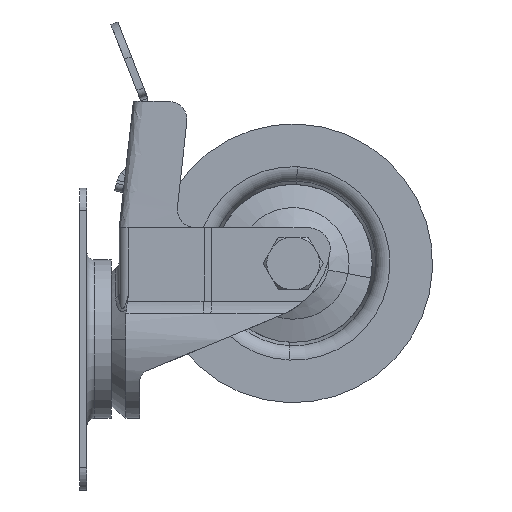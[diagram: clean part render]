
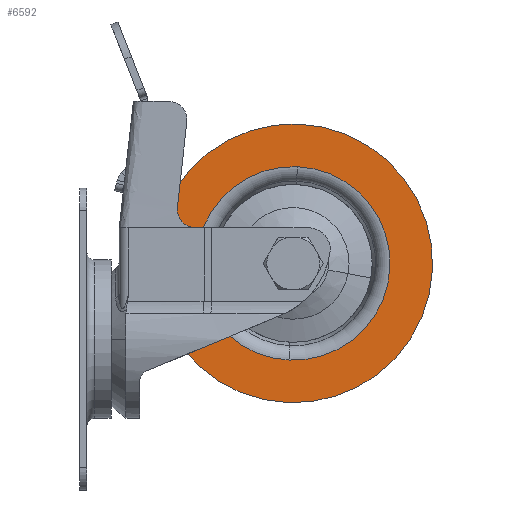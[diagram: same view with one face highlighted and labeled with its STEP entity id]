
A CAD part, left-side view. The second image highlights one B-rep face of the part: STEP entity #6592.
In plain terms, the highlighted face is planar.
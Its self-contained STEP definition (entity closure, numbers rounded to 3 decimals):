
#25 = EDGE_CURVE ( 'NONE', #6945, #6974, #769, .T. ) ;
#80 = CARTESIAN_POINT ( 'NONE',  ( -37.5, 0., 11. ) ) ;
#215 = ORIENTED_EDGE ( 'NONE', *, *, #3282, .T. ) ;
#288 = EDGE_CURVE ( 'NONE', #1408, #970, #3251, .T. ) ;
#584 = DIRECTION ( 'NONE',  ( 1., 0., 0. ) ) ;
#655 = CARTESIAN_POINT ( 'NONE',  ( 0., 0., 11. ) ) ;
#769 = CIRCLE ( 'NONE', #6393, 37.5 ) ;
#970 = VERTEX_POINT ( 'NONE', #5512 ) ;
#1408 = VERTEX_POINT ( 'NONE', #7662 ) ;
#1453 = FACE_BOUND ( 'NONE', #9751, .T. ) ;
#2049 = DIRECTION ( 'NONE',  ( 0., 0., 1. ) ) ;
#2544 = DIRECTION ( 'NONE',  ( 1., 0., 0. ) ) ;
#2897 = PLANE ( 'NONE',  #7459 ) ;
#2948 = FACE_OUTER_BOUND ( 'NONE', #3863, .T. ) ;
#3251 = CIRCLE ( 'NONE', #4238, 26.04 ) ;
#3282 = EDGE_CURVE ( 'NONE', #6974, #6945, #9096, .T. ) ;
#3287 = CARTESIAN_POINT ( 'NONE',  ( 37.5, 0., 11. ) ) ;
#3297 = CARTESIAN_POINT ( 'NONE',  ( 0., 0., 11. ) ) ;
#3692 = EDGE_CURVE ( 'NONE', #970, #1408, #6285, .T. ) ;
#3697 = DIRECTION ( 'NONE',  ( 0., 0., 1. ) ) ;
#3863 = EDGE_LOOP ( 'NONE', ( #7870, #215 ) ) ;
#4238 = AXIS2_PLACEMENT_3D ( 'NONE', #3297, #9452, #2544 ) ;
#4321 = DIRECTION ( 'NONE',  ( 1., 0., 0. ) ) ;
#4755 = AXIS2_PLACEMENT_3D ( 'NONE', #8957, #6632, #4321 ) ;
#5509 = DIRECTION ( 'NONE',  ( 1., 0., 0. ) ) ;
#5512 = CARTESIAN_POINT ( 'NONE',  ( -26.04, 0., 11. ) ) ;
#5799 = AXIS2_PLACEMENT_3D ( 'NONE', #9940, #9844, #584 ) ;
#6285 = CIRCLE ( 'NONE', #5799, 26.04 ) ;
#6393 = AXIS2_PLACEMENT_3D ( 'NONE', #8956, #2049, #5509 ) ;
#6581 = ORIENTED_EDGE ( 'NONE', *, *, #288, .T. ) ;
#6592 = ADVANCED_FACE ( 'NONE', ( #1453, #2948 ), #2897, .T. ) ;
#6632 = DIRECTION ( 'NONE',  ( 0., 0., 1. ) ) ;
#6945 = VERTEX_POINT ( 'NONE', #80 ) ;
#6974 = VERTEX_POINT ( 'NONE', #3287 ) ;
#7440 = DIRECTION ( 'NONE',  ( 1., 0., 0. ) ) ;
#7459 = AXIS2_PLACEMENT_3D ( 'NONE', #655, #3697, #7440 ) ;
#7566 = ORIENTED_EDGE ( 'NONE', *, *, #3692, .T. ) ;
#7662 = CARTESIAN_POINT ( 'NONE',  ( 26.04, 0., 11. ) ) ;
#7870 = ORIENTED_EDGE ( 'NONE', *, *, #25, .T. ) ;
#8956 = CARTESIAN_POINT ( 'NONE',  ( 0., 0., 11. ) ) ;
#8957 = CARTESIAN_POINT ( 'NONE',  ( 0., 0., 11. ) ) ;
#9096 = CIRCLE ( 'NONE', #4755, 37.5 ) ;
#9452 = DIRECTION ( 'NONE',  ( 0., 0., -1. ) ) ;
#9751 = EDGE_LOOP ( 'NONE', ( #6581, #7566 ) ) ;
#9844 = DIRECTION ( 'NONE',  ( 0., 0., -1. ) ) ;
#9940 = CARTESIAN_POINT ( 'NONE',  ( 0., 0., 11. ) ) ;
